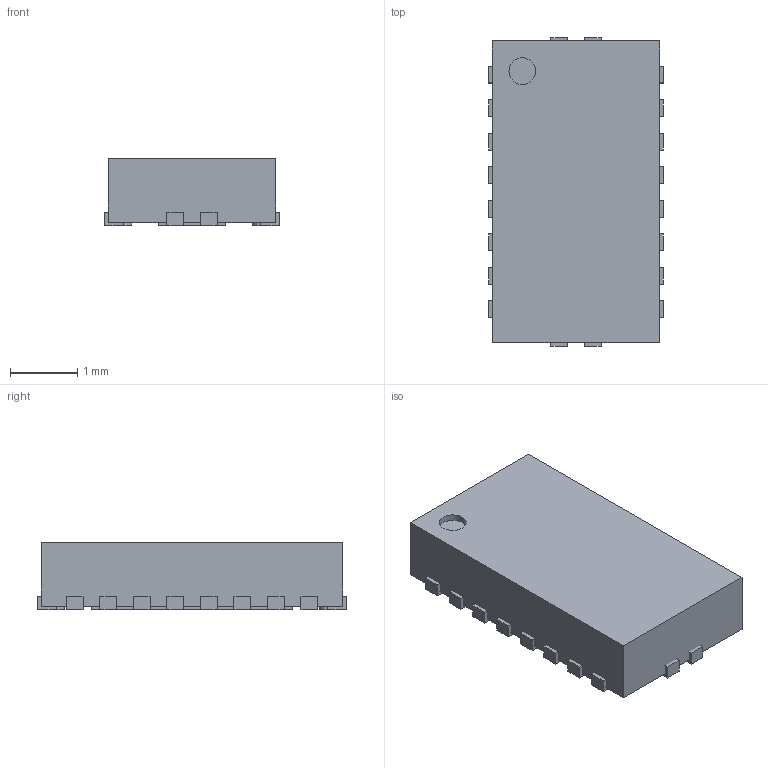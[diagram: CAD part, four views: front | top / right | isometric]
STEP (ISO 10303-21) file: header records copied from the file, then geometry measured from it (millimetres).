
FILE_DESCRIPTION(('FreeCAD Model'),'2;1');
FILE_NAME('dhvqfn-20.step' ,'2020-10-01T11:10:29',('Author'),(''), 'Open CASCADE STEP processor 7.3','FreeCAD','Unknown');
FILE_SCHEMA(('AUTOMOTIVE_DESIGN { 1 0 10303 214 1 1 1 1 }'));
Length unit declared in the file: millimetre
Products named in the file (22): Body; Pin014; Pin008; Pin007; Pin006; Pin005; Pin001; Pin004; Pin003; Pin002; Pin009; Pin016; Pin010; Pin013; Pin011; Pin012; Pin017; Pin018; Pin015; Pin019; Pin020; Exposed_Pad
Bounding box: 2.6 x 4.6 x 1 mm (x, y, z)
Volume: 11.6 mm3; surface area: 52 mm2
Topology: 22 solids, 22 shells, 134 faces, 267 edges, 178 vertices
Faces by surface type: plane 113, cylinder 21
Full cylindrical faces by diameter (mm): 0.4 x1
Entity records: 7307 total; most frequent: CARTESIAN_POINT 1120, DIRECTION 1112, LINE 717, VECTOR 717, ORIENTED_EDGE 534, PCURVE 534, DEFINITIONAL_REPRESENTATION 534, EDGE_CURVE 267
